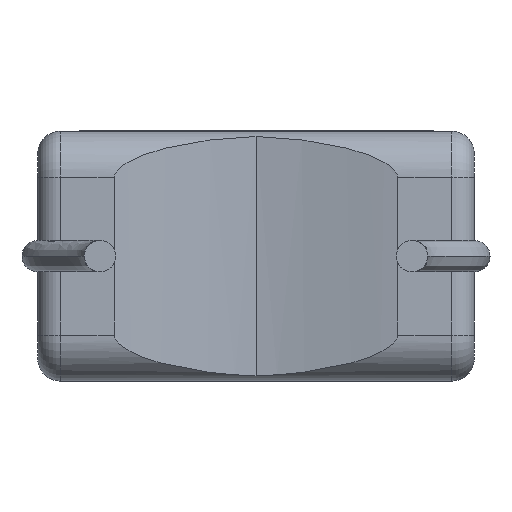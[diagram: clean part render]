
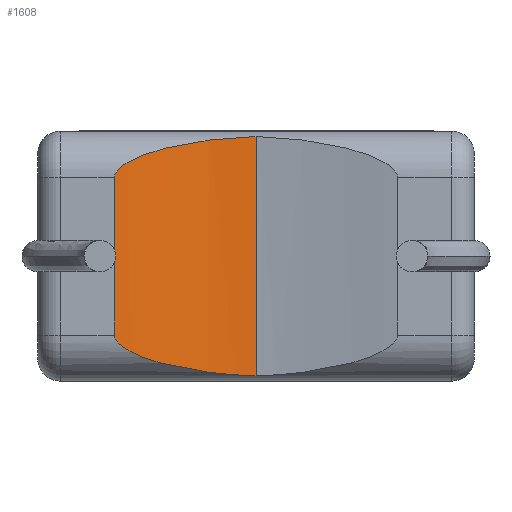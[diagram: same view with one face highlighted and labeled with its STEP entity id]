
A CAD part, front view. The second image highlights one B-rep face of the part: STEP entity #1608.
In plain terms, the highlighted free-form (B-spline) face has degree [3, 1] with [4, 2] control points.
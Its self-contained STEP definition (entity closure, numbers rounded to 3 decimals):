
#29 = VERTEX_POINT ( 'NONE', #5113 ) ;
#45 = B_SPLINE_CURVE_WITH_KNOTS ( 'NONE', 3,
 ( #464, #884, #965, #2573, #940, #1331, #3093, #3018, #3051, #4315, #5152, #5135, #3893, #3945, #4357, #3474 ),
 .UNSPECIFIED., .F., .F.,
 ( 4, 2, 2, 2, 2, 2, 2, 4 ),
 ( 0., 0.001, 0.001, 0.002, 0.002, 0.002, 0.002, 0.003 ),
 .UNSPECIFIED. ) ;
#167 = CARTESIAN_POINT ( 'NONE',  ( 3.344, 0.394, 0.09 ) ) ;
#195 = CARTESIAN_POINT ( 'NONE',  ( 3.555, 0.4, 0.087 ) ) ;
#422 = CARTESIAN_POINT ( 'NONE',  ( 1.248, 0., 4.007 ) ) ;
#464 = CARTESIAN_POINT ( 'NONE',  ( 3.555, 0.4, 3.983 ) ) ;
#491 = VECTOR ( 'NONE', #985, 1000. ) ;
#514 = CARTESIAN_POINT ( 'NONE',  ( 3.555, 0.4, 0. ) ) ;
#731 = ORIENTED_EDGE ( 'NONE', *, *, #5115, .T. ) ;
#732 = CARTESIAN_POINT ( 'NONE',  ( 1.248, 0., 0. ) ) ;
#792 = CARTESIAN_POINT ( 'NONE',  ( 3.555, 0.4, 0.063 ) ) ;
#884 = CARTESIAN_POINT ( 'NONE',  ( 3.344, 0.394, 3.98 ) ) ;
#940 = CARTESIAN_POINT ( 'NONE',  ( 2.521, 0.258, 3.889 ) ) ;
#965 = CARTESIAN_POINT ( 'NONE',  ( 3.137, 0.364, 3.964 ) ) ;
#971 = CARTESIAN_POINT ( 'NONE',  ( 1.248, 0., 0.723 ) ) ;
#985 = DIRECTION ( 'NONE',  ( 0., 0., 1. ) ) ;
#986 = CARTESIAN_POINT ( 'NONE',  ( 1.36, 0.019, 0.578 ) ) ;
#999 = CARTESIAN_POINT ( 'NONE',  ( 1.917, 0.135, 0.313 ) ) ;
#1021 = CARTESIAN_POINT ( 'NONE',  ( 2.521, 0.258, 0.181 ) ) ;
#1229 = CARTESIAN_POINT ( 'NONE',  ( 2.905, 0.38, 4.007 ) ) ;
#1331 = CARTESIAN_POINT ( 'NONE',  ( 2.117, 0.177, 3.808 ) ) ;
#1464 = VECTOR ( 'NONE', #3276, 1000. ) ;
#1531 = VERTEX_POINT ( 'NONE', #1590 ) ;
#1590 = CARTESIAN_POINT ( 'NONE',  ( 1.248, 0., 3.32 ) ) ;
#1608 = ADVANCED_FACE ( 'NONE', ( #3965 ), #2081, .F. ) ;
#1612 = LINE ( 'NONE', #514, #491 ) ;
#1681 = EDGE_CURVE ( 'NONE', #2559, #29, #1612, .T. ) ;
#1787 = CARTESIAN_POINT ( 'NONE',  ( 1.286, 0.006, 0.653 ) ) ;
#1867 = CARTESIAN_POINT ( 'NONE',  ( 3.555, 0.4, 0.087 ) ) ;
#1975 = CARTESIAN_POINT ( 'NONE',  ( 1.608, 0.053, 4.007 ) ) ;
#2081 = B_SPLINE_SURFACE_WITH_KNOTS ( 'NONE', 3, 1, ( 
 ( #792, #5414 ),
 ( #2892, #1229 ),
 ( #4200, #1975 ),
 ( #4936, #422 ) ),
 .UNSPECIFIED., .F., .F., .F.,
 ( 4, 4 ),
 ( 2, 2 ),
 ( 0., 1. ),
 ( 0., 1. ),
 .UNSPECIFIED. ) ;
#2204 = B_SPLINE_CURVE_WITH_KNOTS ( 'NONE', 3,
 ( #3507, #971, #4778, #1787, #4395, #986, #5221, #2230, #3532, #999, #2640, #1021, #4340, #4759, #167, #195 ),
 .UNSPECIFIED., .F., .F.,
 ( 4, 2, 2, 2, 2, 2, 2, 4 ),
 ( 0., 0., 0., 0., 0.001, 0.001, 0.002, 0.003 ),
 .UNSPECIFIED. ) ;
#2230 = CARTESIAN_POINT ( 'NONE',  ( 1.536, 0.054, 0.465 ) ) ;
#2490 = CARTESIAN_POINT ( 'NONE',  ( 1.248, 0., 0.75 ) ) ;
#2559 = VERTEX_POINT ( 'NONE', #1867 ) ;
#2573 = CARTESIAN_POINT ( 'NONE',  ( 2.725, 0.297, 3.919 ) ) ;
#2583 = LINE ( 'NONE', #732, #1464 ) ;
#2640 = CARTESIAN_POINT ( 'NONE',  ( 2.118, 0.177, 0.262 ) ) ;
#2892 = CARTESIAN_POINT ( 'NONE',  ( 2.905, 0.38, 0.063 ) ) ;
#3018 = CARTESIAN_POINT ( 'NONE',  ( 1.629, 0.074, 3.647 ) ) ;
#3051 = CARTESIAN_POINT ( 'NONE',  ( 1.534, 0.054, 3.604 ) ) ;
#3093 = CARTESIAN_POINT ( 'NONE',  ( 1.917, 0.135, 3.757 ) ) ;
#3276 = DIRECTION ( 'NONE',  ( 0., 0., 1. ) ) ;
#3474 = CARTESIAN_POINT ( 'NONE',  ( 1.248, 0., 3.32 ) ) ;
#3475 = VERTEX_POINT ( 'NONE', #2490 ) ;
#3507 = CARTESIAN_POINT ( 'NONE',  ( 1.248, 0., 0.75 ) ) ;
#3532 = CARTESIAN_POINT ( 'NONE',  ( 1.629, 0.074, 0.423 ) ) ;
#3651 = EDGE_LOOP ( 'NONE', ( #731, #4158, #3806, #3879 ) ) ;
#3806 = ORIENTED_EDGE ( 'NONE', *, *, #4873, .T. ) ;
#3879 = ORIENTED_EDGE ( 'NONE', *, *, #4349, .F. ) ;
#3893 = CARTESIAN_POINT ( 'NONE',  ( 1.286, 0.006, 3.417 ) ) ;
#3945 = CARTESIAN_POINT ( 'NONE',  ( 1.258, 0.001, 3.372 ) ) ;
#3965 = FACE_OUTER_BOUND ( 'NONE', #3651, .T. ) ;
#4158 = ORIENTED_EDGE ( 'NONE', *, *, #1681, .T. ) ;
#4200 = CARTESIAN_POINT ( 'NONE',  ( 1.608, 0.053, 0.063 ) ) ;
#4315 = CARTESIAN_POINT ( 'NONE',  ( 1.402, 0.027, 3.522 ) ) ;
#4340 = CARTESIAN_POINT ( 'NONE',  ( 2.726, 0.297, 0.151 ) ) ;
#4349 = EDGE_CURVE ( 'NONE', #3475, #1531, #2583, .T. ) ;
#4357 = CARTESIAN_POINT ( 'NONE',  ( 1.248, 0., 3.347 ) ) ;
#4395 = CARTESIAN_POINT ( 'NONE',  ( 1.304, 0.009, 0.633 ) ) ;
#4759 = CARTESIAN_POINT ( 'NONE',  ( 3.137, 0.364, 0.106 ) ) ;
#4778 = CARTESIAN_POINT ( 'NONE',  ( 1.258, 0.002, 0.697 ) ) ;
#4873 = EDGE_CURVE ( 'NONE', #29, #1531, #45, .T. ) ;
#4936 = CARTESIAN_POINT ( 'NONE',  ( 1.248, 0., 0.063 ) ) ;
#5113 = CARTESIAN_POINT ( 'NONE',  ( 3.555, 0.4, 3.983 ) ) ;
#5115 = EDGE_CURVE ( 'NONE', #3475, #2559, #2204, .T. ) ;
#5135 = CARTESIAN_POINT ( 'NONE',  ( 1.303, 0.009, 3.437 ) ) ;
#5152 = CARTESIAN_POINT ( 'NONE',  ( 1.359, 0.019, 3.492 ) ) ;
#5221 = CARTESIAN_POINT ( 'NONE',  ( 1.403, 0.027, 0.547 ) ) ;
#5414 = CARTESIAN_POINT ( 'NONE',  ( 3.555, 0.4, 4.007 ) ) ;
